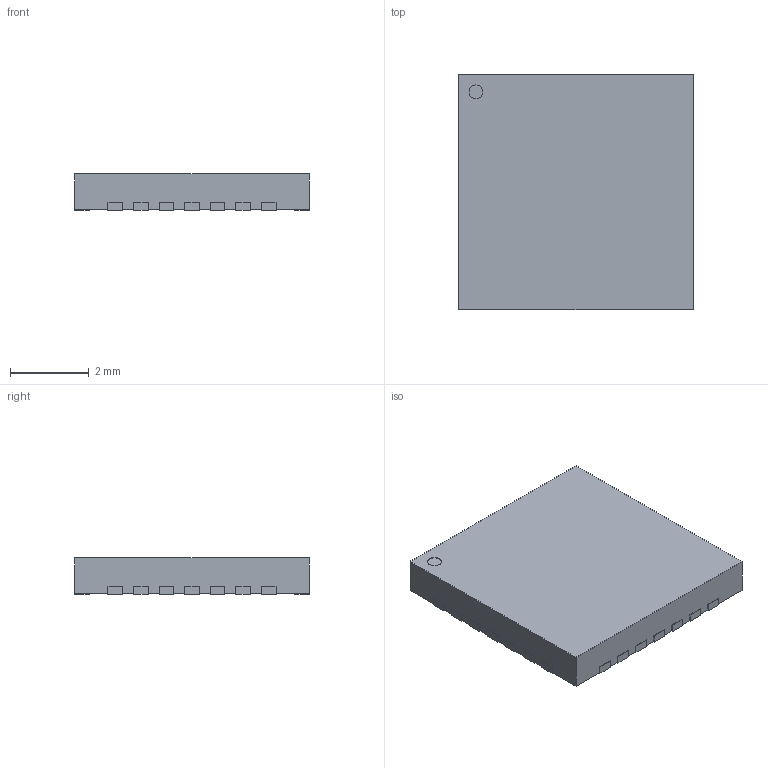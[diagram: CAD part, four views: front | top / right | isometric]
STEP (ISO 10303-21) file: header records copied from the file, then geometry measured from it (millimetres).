
FILE_DESCRIPTION(('FreeCAD Model'),'2;1');
FILE_NAME('qfn28_6x6_p065.step','2017-02-18T21:43:36',( 'Author'),(''),'Open CASCADE STEP processor 6.9','FreeCAD','Unknown' );
FILE_SCHEMA(('AUTOMOTIVE_DESIGN_CC2 { 1 2 10303 214 -1 1 5 4 }'));
Length unit declared in the file: millimetre
Products named in the file (2): ASSEMBLY; qfn28_6x6_p065
Assembly tree (1 placements, depth 2):
  ASSEMBLY
    qfn28_6x6_p065
Bounding box: 6 x 6 x 0.92 mm (x, y, z)
Volume: 32.4 mm3; surface area: 94.3 mm2
Topology: 1 solids, 1 shells, 182 faces, 534 edges, 356 vertices
Faces by surface type: plane 153, cylinder 29
Full cylindrical faces by diameter (mm): 0.35 x1
Entity records: 14166 total; most frequent: CARTESIAN_POINT 2461, DIRECTION 1854, LINE 1341, VECTOR 1341, ORIENTED_EDGE 1068, PCURVE 1068, DEFINITIONAL_REPRESENTATION 1068, EDGE_CURVE 534
